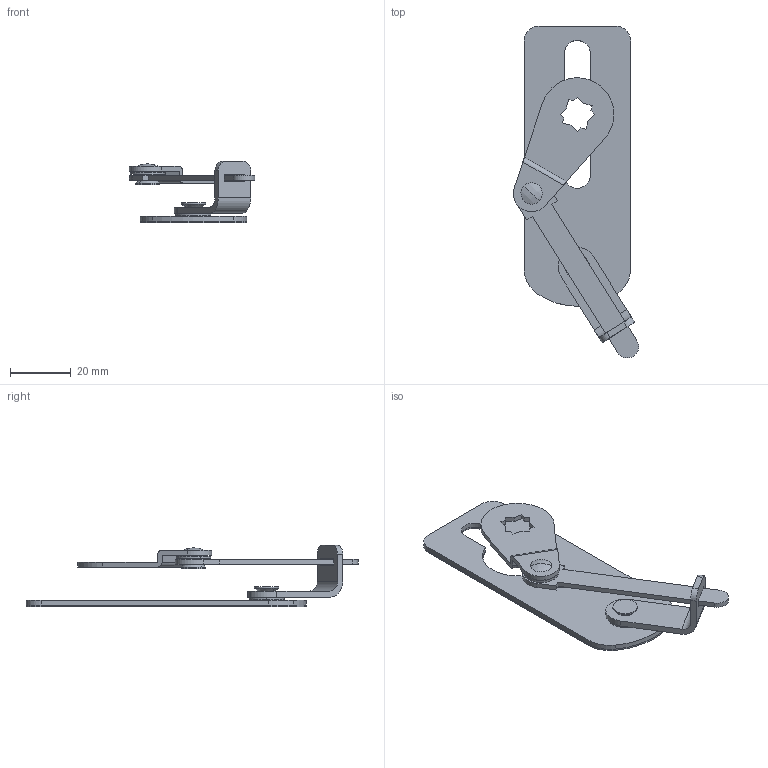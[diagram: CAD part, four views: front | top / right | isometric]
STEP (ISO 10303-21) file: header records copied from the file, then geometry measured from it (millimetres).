
FILE_DESCRIPTION (( 'STEP AP203' ), '1' );
FILE_NAME ('AC-25-CL-2.STEP', '2019-09-03T08:53:26', ( '' ), ( '' ), 'SwSTEP 2.0', 'SolidWorks 2014', '' );
FILE_SCHEMA (( 'CONFIG_CONTROL_DESIGN' ));
Length unit declared in the file: millimetre
Products named in the file (9): AC-25-CL_ピン_カシメ; AC-25-CL_ベース; AC-25-CL_回転スリーブ; AC-25-CL_ピン; AC-25-CL-2; AC-25-CL_ワッシャー; AC-25-CL_両面テープ; AC-25-CL_カム_AC-25-CL-2; AC-25-CL_アーム
Assembly tree (9 placements, depth 2):
  AC-25-CL-2
    AC-25-CL_ベース
    AC-25-CL_両面テープ
    AC-25-CL_カム_AC-25-CL-2
    AC-25-CL_ワッシャー  x2
    AC-25-CL_回転スリーブ
    AC-25-CL_ピン
    AC-25-CL_ピン_カシメ
    AC-25-CL_アーム
Bounding box: 41.13 x 108.98 x 20.1 mm (x, y, z)
Volume: 8791 mm3; surface area: 16033.4 mm2
Topology: 9 solids, 9 shells, 140 faces, 348 edges, 229 vertices
Faces by surface type: plane 71, cylinder 61, cone 6, sphere 2
Entity records: 5051 total; most frequent: DIRECTION 740, CARTESIAN_POINT 715, ORIENTED_EDGE 672, EDGE_CURVE 336, AXIS2_PLACEMENT_3D 262, VERTEX_POINT 221, LINE 216, VECTOR 216
